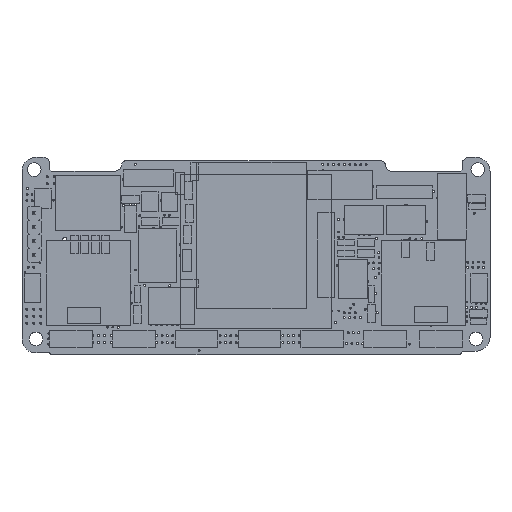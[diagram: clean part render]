
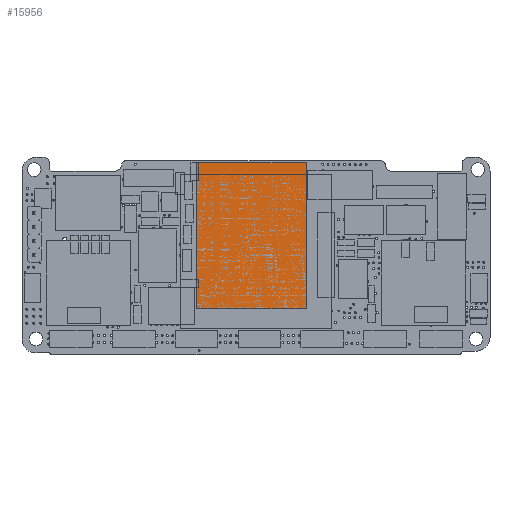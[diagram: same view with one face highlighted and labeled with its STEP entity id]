
A CAD part, top view. The second image highlights one B-rep face of the part: STEP entity #15956.
In plain terms, the highlighted planar face has unit normal (0, 0, 1).
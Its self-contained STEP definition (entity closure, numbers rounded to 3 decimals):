
#1478=PLANE('',#18006);
#2223=FACE_OUTER_BOUND('',#3936,.T.);
#3936=EDGE_LOOP('',(#13985,#13986,#13987,#13988));
#4761=LINE('',#26291,#5838);
#4762=LINE('',#26293,#5839);
#4763=LINE('',#26295,#5840);
#4764=LINE('',#26296,#5841);
#5838=VECTOR('',#22002,10.);
#5839=VECTOR('',#22003,10.);
#5840=VECTOR('',#22004,10.);
#5841=VECTOR('',#22005,10.);
#8378=VERTEX_POINT('',#26289);
#8379=VERTEX_POINT('',#26290);
#8380=VERTEX_POINT('',#26292);
#8381=VERTEX_POINT('',#26294);
#10297=EDGE_CURVE('',#8378,#8379,#4761,.T.);
#10298=EDGE_CURVE('',#8379,#8380,#4762,.T.);
#10299=EDGE_CURVE('',#8380,#8381,#4763,.T.);
#10300=EDGE_CURVE('',#8381,#8378,#4764,.T.);
#13985=ORIENTED_EDGE('',*,*,#10297,.T.);
#13986=ORIENTED_EDGE('',*,*,#10298,.T.);
#13987=ORIENTED_EDGE('',*,*,#10299,.T.);
#13988=ORIENTED_EDGE('',*,*,#10300,.T.);
#15956=ADVANCED_FACE('',(#2223),#1478,.T.);
#18006=AXIS2_PLACEMENT_3D('',#26288,#22000,#22001);
#22000=DIRECTION('center_axis',(0.,0.,1.));
#22001=DIRECTION('ref_axis',(1.,0.,0.));
#22002=DIRECTION('',(0.,1.,0.));
#22003=DIRECTION('',(-1.,0.,0.));
#22004=DIRECTION('',(0.,-1.,0.));
#22005=DIRECTION('',(1.,0.,0.));
#26288=CARTESIAN_POINT('Origin',(-0.212,-0.25,
0.1));
#26289=CARTESIAN_POINT('',(9.775,-13.525,0.1));
#26290=CARTESIAN_POINT('',(9.775,13.025,0.1));
#26291=CARTESIAN_POINT('',(9.775,-0.25,0.1));
#26292=CARTESIAN_POINT('',(-10.2,13.025,0.1));
#26293=CARTESIAN_POINT('',(-0.212,13.025,0.1));
#26294=CARTESIAN_POINT('',(-10.2,-13.525,0.1));
#26295=CARTESIAN_POINT('',(-10.2,-0.25,0.1));
#26296=CARTESIAN_POINT('',(-0.212,-13.525,0.1));
